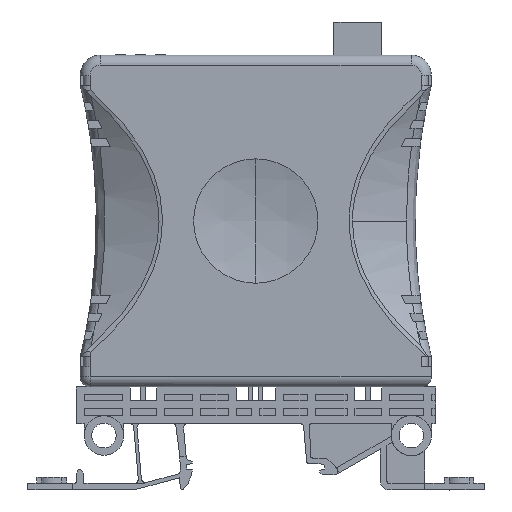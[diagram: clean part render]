
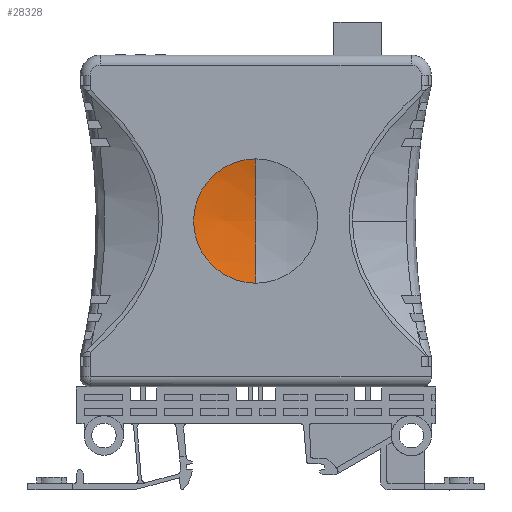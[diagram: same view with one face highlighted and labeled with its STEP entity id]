
A CAD part, left-side view. The second image highlights one B-rep face of the part: STEP entity #28328.
In plain terms, the highlighted spherical face has radius 66.04 mm.
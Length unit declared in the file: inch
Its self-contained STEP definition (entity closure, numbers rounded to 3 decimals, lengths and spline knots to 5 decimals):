
#5558 = FACE_OUTER_BOUND ( 'NONE', #28329, .T. ) ;
#5606 = CARTESIAN_POINT ( 'NONE',  ( -0.455, 0., 0.61998 ) ) ;
#5609 = CARTESIAN_POINT ( 'NONE',  ( -0.455, 0., -0.61998 ) ) ;
#5610 = DIRECTION ( 'NONE',  ( 0., 0., -1. ) ) ;
#5611 = DIRECTION ( 'NONE',  ( 1., 0., 0. ) ) ;
#5612 = CARTESIAN_POINT ( 'NONE',  ( -0.455, 0., 0. ) ) ;
#5613 = AXIS2_PLACEMENT_3D ( 'NONE', #5612, #5611, #5610 ) ;
#5616 = DIRECTION ( 'NONE',  ( 0., 0., 1. ) ) ;
#5617 = DIRECTION ( 'NONE',  ( 0., -1., 0. ) ) ;
#5618 = CARTESIAN_POINT ( 'NONE',  ( -2.98, 0., 0. ) ) ;
#5619 = AXIS2_PLACEMENT_3D ( 'NONE', #5618, #5617, #5616 ) ;
#5620 = CIRCLE ( 'NONE', #5613, 0.61998 ) ;
#5622 = SPHERICAL_SURFACE ( 'NONE', #5619, 2.6 ) ;
#5967 = CARTESIAN_POINT ( 'NONE',  ( -2.98, 0., 0. ) ) ;
#5968 = CIRCLE ( 'NONE', #6069, 2.6 ) ;
#5972 = CARTESIAN_POINT ( 'NONE',  ( -0.38, 0., 0. ) ) ;
#5973 = DIRECTION ( 'NONE',  ( 0., 0., -1. ) ) ;
#5974 = DIRECTION ( 'NONE',  ( 0., -1., 0. ) ) ;
#5975 = CARTESIAN_POINT ( 'NONE',  ( -2.98, 0., 0. ) ) ;
#5976 = AXIS2_PLACEMENT_3D ( 'NONE', #5975, #5974, #5973 ) ;
#5977 = CIRCLE ( 'NONE', #5976, 2.6 ) ;
#6066 = DIRECTION ( 'NONE',  ( 0., 0., 1. ) ) ;
#6067 = DIRECTION ( 'NONE',  ( 0., 1., 0. ) ) ;
#6069 = AXIS2_PLACEMENT_3D ( 'NONE', #5967, #6067, #6066 ) ;
#28328 = ADVANCED_FACE ( 'NONE', ( #5558 ), #5622, .F. ) ;
#28329 = EDGE_LOOP ( 'NONE', ( #28330, #28391, #28394 ) ) ;
#28330 = ORIENTED_EDGE ( 'NONE', *, *, #28331, .F. ) ;
#28331 = EDGE_CURVE ( 'NONE', #28332, #28333, #5620, .T. ) ;
#28332 = VERTEX_POINT ( 'NONE', #5609 ) ;
#28333 = VERTEX_POINT ( 'NONE', #5606 ) ;
#28391 = ORIENTED_EDGE ( 'NONE', *, *, #28392, .T. ) ;
#28392 = EDGE_CURVE ( 'NONE', #28332, #28393, #5977, .T. ) ;
#28393 = VERTEX_POINT ( 'NONE', #5972 ) ;
#28394 = ORIENTED_EDGE ( 'NONE', *, *, #28395, .F. ) ;
#28395 = EDGE_CURVE ( 'NONE', #28333, #28393, #5968, .T. ) ;
